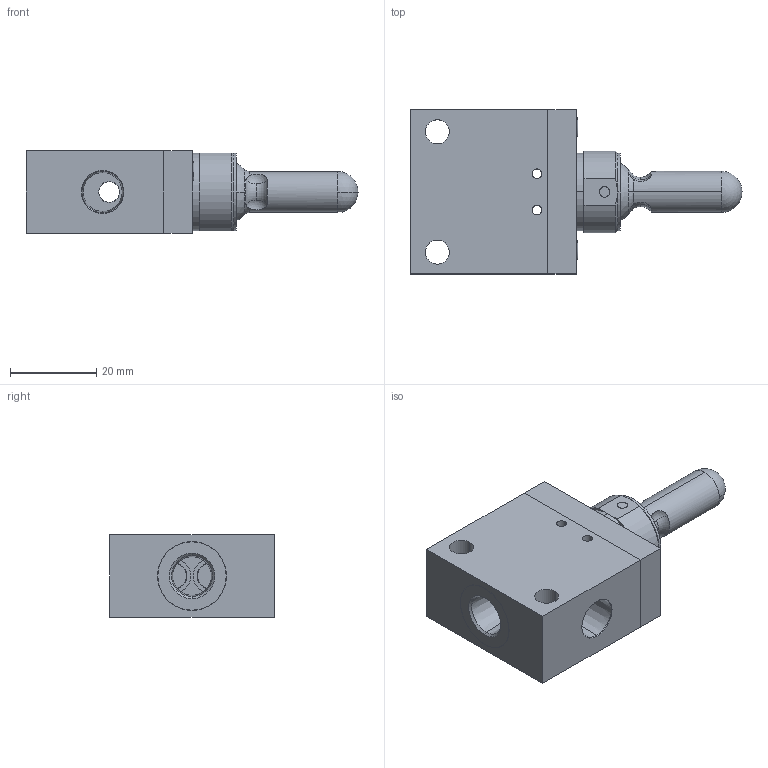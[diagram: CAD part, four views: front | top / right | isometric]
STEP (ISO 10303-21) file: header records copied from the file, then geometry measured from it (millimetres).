
FILE_DESCRIPTION (( 'STEP AP214' ), '1' );
FILE_NAME ('GVS-331F-TD.step', '2018-10-25T18:27:00', ( '' ), ( '' ), 'SwSTEP 2.0', 'SolidWorks 2018', '' );
FILE_SCHEMA (( 'AUTOMOTIVE_DESIGN' ));
Length unit declared in the file: inch
Products named in the file (1): GVS-331F-TD
Bounding box: 77.06 x 38.1 x 19.05 mm (x, y, z)
Volume: 24476.1 mm3; surface area: 14161.2 mm2
Topology: 7 solids, 7 shells, 174 faces, 412 edges, 257 vertices
Faces by surface type: cylinder 74, plane 46, cone 30, torus 12, sphere 12
Entity records: 7891 total; most frequent: CARTESIAN_POINT 1347, DIRECTION 942, ORIENTED_EDGE 808, EDGE_CURVE 404, AXIS2_PLACEMENT_3D 399, VERTEX_POINT 257, CIRCLE 224, EDGE_LOOP 221
